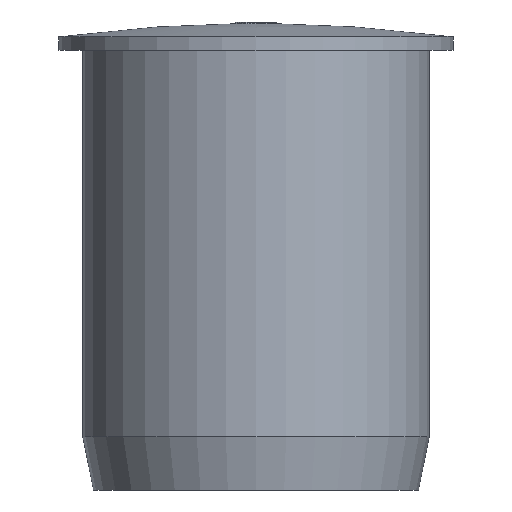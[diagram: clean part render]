
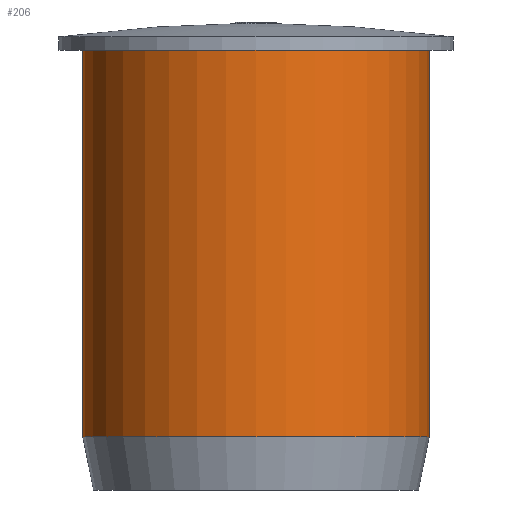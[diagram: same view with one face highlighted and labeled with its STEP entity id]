
A CAD part, front view. The second image highlights one B-rep face of the part: STEP entity #206.
In plain terms, the highlighted cylindrical face has radius 6.5 mm (diameter 13 mm), a full revolution.
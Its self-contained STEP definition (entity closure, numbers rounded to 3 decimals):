
#206=ADVANCED_FACE('',(#244,#245),#238,.T.);
#238=CYLINDRICAL_SURFACE('',#599,6.5);
#244=FACE_BOUND('',#259,.T.);
#245=FACE_BOUND('',#260,.T.);
#259=EDGE_LOOP('',(#300));
#260=EDGE_LOOP('',(#301));
#300=ORIENTED_EDGE('',*,*,#504,.T.);
#301=ORIENTED_EDGE('',*,*,#503,.T.);
#450=VERTEX_POINT('',#739);
#451=VERTEX_POINT('',#742);
#503=EDGE_CURVE('',#450,#450,#579,.T.);
#504=EDGE_CURVE('',#451,#451,#580,.T.);
#579=CIRCLE('',#596,6.5);
#580=CIRCLE('',#598,6.5);
#596=AXIS2_PLACEMENT_3D('',#738,#634,#635);
#598=AXIS2_PLACEMENT_3D('',#741,#638,#639);
#599=AXIS2_PLACEMENT_3D('',#743,#640,#641);
#634=DIRECTION('',(0.,0.,-1.));
#635=DIRECTION('',(-1.,0.,0.));
#638=DIRECTION('',(0.,0.,1.));
#639=DIRECTION('',(1.,0.,0.));
#640=DIRECTION('',(0.,0.,-1.));
#641=DIRECTION('',(-1.,0.,0.));
#738=CARTESIAN_POINT('',(0.,0.,0.));
#739=CARTESIAN_POINT('',(-6.5,0.,0.));
#741=CARTESIAN_POINT('',(0.,0.,-14.5));
#742=CARTESIAN_POINT('',(6.5,0.,-14.5));
#743=CARTESIAN_POINT('',(0.,0.,0.));
